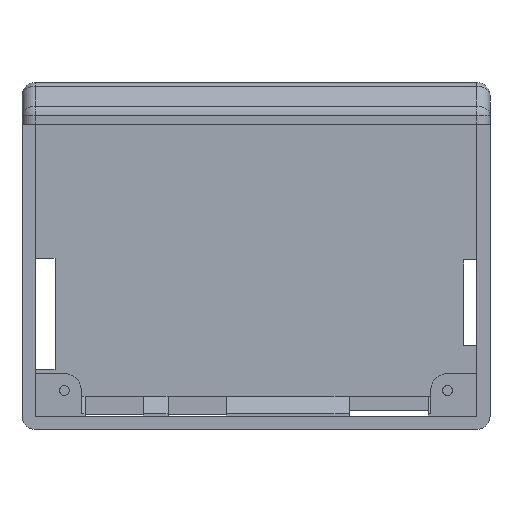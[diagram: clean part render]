
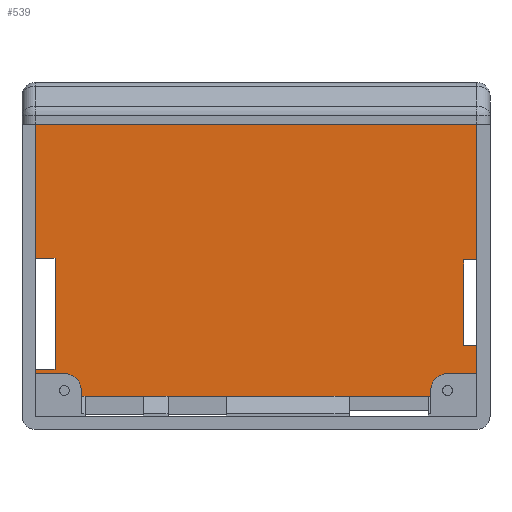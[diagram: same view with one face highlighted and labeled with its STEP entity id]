
A CAD part, front view. The second image highlights one B-rep face of the part: STEP entity #539.
In plain terms, the highlighted planar face has unit normal (0, -1, 0).
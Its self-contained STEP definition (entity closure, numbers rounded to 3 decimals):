
#230 = VERTEX_POINT('',#231);
#231 = CARTESIAN_POINT('',(-4.2,22.05,-35.3));
#237 = EDGE_CURVE('',#238,#230,#240,.T.);
#238 = VERTEX_POINT('',#239);
#239 = CARTESIAN_POINT('',(-4.2,22.05,-34.7));
#240 = LINE('',#241,#242);
#241 = CARTESIAN_POINT('',(-4.2,22.05,6.7));
#242 = VECTOR('',#243,1.);
#243 = DIRECTION('',(0.,0.,-1.));
#262 = VERTEX_POINT('',#263);
#263 = CARTESIAN_POINT('',(-4.2,22.05,-17.9));
#269 = EDGE_CURVE('',#270,#262,#272,.T.);
#270 = VERTEX_POINT('',#271);
#271 = CARTESIAN_POINT('',(-4.2,22.05,3.7));
#272 = LINE('',#273,#274);
#273 = CARTESIAN_POINT('',(-4.2,22.05,6.7));
#274 = VECTOR('',#275,1.);
#275 = DIRECTION('',(0.,0.,-1.));
#335 = VERTEX_POINT('',#336);
#336 = CARTESIAN_POINT('',(62.62,22.05,3.7));
#342 = EDGE_CURVE('',#270,#335,#343,.T.);
#343 = LINE('',#344,#345);
#344 = CARTESIAN_POINT('',(-4.2,22.05,3.7));
#345 = VECTOR('',#346,1.);
#346 = DIRECTION('',(1.,0.,0.));
#391 = EDGE_CURVE('',#335,#392,#394,.T.);
#392 = VERTEX_POINT('',#393);
#393 = CARTESIAN_POINT('',(62.62,22.05,-18.15));
#394 = LINE('',#395,#396);
#395 = CARTESIAN_POINT('',(62.62,22.05,6.7));
#396 = VECTOR('',#397,1.);
#397 = DIRECTION('',(0.,0.,-1.));
#416 = VERTEX_POINT('',#417);
#417 = CARTESIAN_POINT('',(62.62,22.05,-31.15));
#423 = EDGE_CURVE('',#416,#424,#426,.T.);
#424 = VERTEX_POINT('',#425);
#425 = CARTESIAN_POINT('',(62.62,22.05,-35.3));
#426 = LINE('',#427,#428);
#427 = CARTESIAN_POINT('',(62.62,22.05,6.7));
#428 = VECTOR('',#429,1.);
#429 = DIRECTION('',(0.,0.,-1.));
#539 = ADVANCED_FACE('',(#540),#695,.F.);
#540 = FACE_BOUND('',#541,.F.);
#541 = EDGE_LOOP('',(#542,#553,#561,#569,#577,#585,#593,#601,#609,#617,
    #625,#634,#640,#641,#649,#657,#663,#664,#665,#666,#674,#682,#688,
    #689));
#542 = ORIENTED_EDGE('',*,*,#543,.F.);
#543 = EDGE_CURVE('',#544,#546,#548,.T.);
#544 = VERTEX_POINT('',#545);
#545 = CARTESIAN_POINT('',(55.62,22.05,-38.));
#546 = VERTEX_POINT('',#547);
#547 = CARTESIAN_POINT('',(58.32,22.05,-35.3));
#548 = CIRCLE('',#549,2.7);
#549 = AXIS2_PLACEMENT_3D('',#550,#551,#552);
#550 = CARTESIAN_POINT('',(58.32,22.05,-38.));
#551 = DIRECTION('',(0.,1.,0.));
#552 = DIRECTION('',(-1.,0.,0.));
#553 = ORIENTED_EDGE('',*,*,#554,.T.);
#554 = EDGE_CURVE('',#544,#555,#557,.T.);
#555 = VERTEX_POINT('',#556);
#556 = CARTESIAN_POINT('',(55.62,22.05,-38.8));
#557 = LINE('',#558,#559);
#558 = CARTESIAN_POINT('',(55.62,22.05,-17.55));
#559 = VECTOR('',#560,1.);
#560 = DIRECTION('',(0.,0.,-1.));
#561 = ORIENTED_EDGE('',*,*,#562,.F.);
#562 = EDGE_CURVE('',#563,#555,#565,.T.);
#563 = VERTEX_POINT('',#564);
#564 = CARTESIAN_POINT('',(55.3,22.05,-38.8));
#565 = LINE('',#566,#567);
#566 = CARTESIAN_POINT('',(-4.2,22.05,-38.8));
#567 = VECTOR('',#568,1.);
#568 = DIRECTION('',(1.,0.,0.));
#569 = ORIENTED_EDGE('',*,*,#570,.F.);
#570 = EDGE_CURVE('',#571,#563,#573,.T.);
#571 = VERTEX_POINT('',#572);
#572 = CARTESIAN_POINT('',(43.3,22.05,-38.8));
#573 = LINE('',#574,#575);
#574 = CARTESIAN_POINT('',(-4.2,22.05,-38.8));
#575 = VECTOR('',#576,1.);
#576 = DIRECTION('',(1.,0.,0.));
#577 = ORIENTED_EDGE('',*,*,#578,.F.);
#578 = EDGE_CURVE('',#579,#571,#581,.T.);
#579 = VERTEX_POINT('',#580);
#580 = CARTESIAN_POINT('',(24.7,22.05,-38.8));
#581 = LINE('',#582,#583);
#582 = CARTESIAN_POINT('',(-4.2,22.05,-38.8));
#583 = VECTOR('',#584,1.);
#584 = DIRECTION('',(1.,0.,0.));
#585 = ORIENTED_EDGE('',*,*,#586,.F.);
#586 = EDGE_CURVE('',#587,#579,#589,.T.);
#587 = VERTEX_POINT('',#588);
#588 = CARTESIAN_POINT('',(15.9,22.05,-38.8));
#589 = LINE('',#590,#591);
#590 = CARTESIAN_POINT('',(-4.2,22.05,-38.8));
#591 = VECTOR('',#592,1.);
#592 = DIRECTION('',(1.,0.,0.));
#593 = ORIENTED_EDGE('',*,*,#594,.F.);
#594 = EDGE_CURVE('',#595,#587,#597,.T.);
#595 = VERTEX_POINT('',#596);
#596 = CARTESIAN_POINT('',(12.15,22.05,-38.8));
#597 = LINE('',#598,#599);
#598 = CARTESIAN_POINT('',(-4.2,22.05,-38.8));
#599 = VECTOR('',#600,1.);
#600 = DIRECTION('',(1.,0.,0.));
#601 = ORIENTED_EDGE('',*,*,#602,.F.);
#602 = EDGE_CURVE('',#603,#595,#605,.T.);
#603 = VERTEX_POINT('',#604);
#604 = CARTESIAN_POINT('',(3.35,22.05,-38.8));
#605 = LINE('',#606,#607);
#606 = CARTESIAN_POINT('',(-4.2,22.05,-38.8));
#607 = VECTOR('',#608,1.);
#608 = DIRECTION('',(1.,0.,0.));
#609 = ORIENTED_EDGE('',*,*,#610,.F.);
#610 = EDGE_CURVE('',#611,#603,#613,.T.);
#611 = VERTEX_POINT('',#612);
#612 = CARTESIAN_POINT('',(2.8,22.05,-38.8));
#613 = LINE('',#614,#615);
#614 = CARTESIAN_POINT('',(-4.2,22.05,-38.8));
#615 = VECTOR('',#616,1.);
#616 = DIRECTION('',(1.,0.,0.));
#617 = ORIENTED_EDGE('',*,*,#618,.F.);
#618 = EDGE_CURVE('',#619,#611,#621,.T.);
#619 = VERTEX_POINT('',#620);
#620 = CARTESIAN_POINT('',(2.8,22.05,-38.));
#621 = LINE('',#622,#623);
#622 = CARTESIAN_POINT('',(2.8,22.05,-17.55));
#623 = VECTOR('',#624,1.);
#624 = DIRECTION('',(0.,0.,-1.));
#625 = ORIENTED_EDGE('',*,*,#626,.F.);
#626 = EDGE_CURVE('',#627,#619,#629,.T.);
#627 = VERTEX_POINT('',#628);
#628 = CARTESIAN_POINT('',(0.1,22.05,-35.3));
#629 = CIRCLE('',#630,2.7);
#630 = AXIS2_PLACEMENT_3D('',#631,#632,#633);
#631 = CARTESIAN_POINT('',(0.1,22.05,-38.));
#632 = DIRECTION('',(0.,1.,0.));
#633 = DIRECTION('',(-1.,0.,0.));
#634 = ORIENTED_EDGE('',*,*,#635,.F.);
#635 = EDGE_CURVE('',#230,#627,#636,.T.);
#636 = LINE('',#637,#638);
#637 = CARTESIAN_POINT('',(-0.7,22.05,-35.3));
#638 = VECTOR('',#639,1.);
#639 = DIRECTION('',(1.,0.,0.));
#640 = ORIENTED_EDGE('',*,*,#237,.F.);
#641 = ORIENTED_EDGE('',*,*,#642,.F.);
#642 = EDGE_CURVE('',#643,#238,#645,.T.);
#643 = VERTEX_POINT('',#644);
#644 = CARTESIAN_POINT('',(-1.2,22.05,-34.7));
#645 = LINE('',#646,#647);
#646 = CARTESIAN_POINT('',(-5.2,22.05,-34.7));
#647 = VECTOR('',#648,1.);
#648 = DIRECTION('',(-1.,0.,0.));
#649 = ORIENTED_EDGE('',*,*,#650,.F.);
#650 = EDGE_CURVE('',#651,#643,#653,.T.);
#651 = VERTEX_POINT('',#652);
#652 = CARTESIAN_POINT('',(-1.2,22.05,-17.9));
#653 = LINE('',#654,#655);
#654 = CARTESIAN_POINT('',(-1.2,22.05,-9.8));
#655 = VECTOR('',#656,1.);
#656 = DIRECTION('',(0.,0.,-1.));
#657 = ORIENTED_EDGE('',*,*,#658,.F.);
#658 = EDGE_CURVE('',#262,#651,#659,.T.);
#659 = LINE('',#660,#661);
#660 = CARTESIAN_POINT('',(-5.2,22.05,-17.9));
#661 = VECTOR('',#662,1.);
#662 = DIRECTION('',(1.,0.,0.));
#663 = ORIENTED_EDGE('',*,*,#269,.F.);
#664 = ORIENTED_EDGE('',*,*,#342,.T.);
#665 = ORIENTED_EDGE('',*,*,#391,.T.);
#666 = ORIENTED_EDGE('',*,*,#667,.T.);
#667 = EDGE_CURVE('',#392,#668,#670,.T.);
#668 = VERTEX_POINT('',#669);
#669 = CARTESIAN_POINT('',(60.62,22.05,-18.15));
#670 = LINE('',#671,#672);
#671 = CARTESIAN_POINT('',(30.21,22.05,-18.15));
#672 = VECTOR('',#673,1.);
#673 = DIRECTION('',(-1.,0.,0.));
#674 = ORIENTED_EDGE('',*,*,#675,.T.);
#675 = EDGE_CURVE('',#668,#676,#678,.T.);
#676 = VERTEX_POINT('',#677);
#677 = CARTESIAN_POINT('',(60.62,22.05,-31.15));
#678 = LINE('',#679,#680);
#679 = CARTESIAN_POINT('',(60.62,22.05,-8.975));
#680 = VECTOR('',#681,1.);
#681 = DIRECTION('',(0.,0.,-1.));
#682 = ORIENTED_EDGE('',*,*,#683,.T.);
#683 = EDGE_CURVE('',#676,#416,#684,.T.);
#684 = LINE('',#685,#686);
#685 = CARTESIAN_POINT('',(30.21,22.05,-31.15));
#686 = VECTOR('',#687,1.);
#687 = DIRECTION('',(1.,0.,0.));
#688 = ORIENTED_EDGE('',*,*,#423,.T.);
#689 = ORIENTED_EDGE('',*,*,#690,.T.);
#690 = EDGE_CURVE('',#424,#546,#691,.T.);
#691 = LINE('',#692,#693);
#692 = CARTESIAN_POINT('',(25.71,22.05,-35.3));
#693 = VECTOR('',#694,1.);
#694 = DIRECTION('',(-1.,0.,0.));
#695 = PLANE('',#696);
#696 = AXIS2_PLACEMENT_3D('',#697,#698,#699);
#697 = CARTESIAN_POINT('',(-4.2,22.05,6.7));
#698 = DIRECTION('',(0.,1.,0.));
#699 = DIRECTION('',(0.,0.,-1.));
